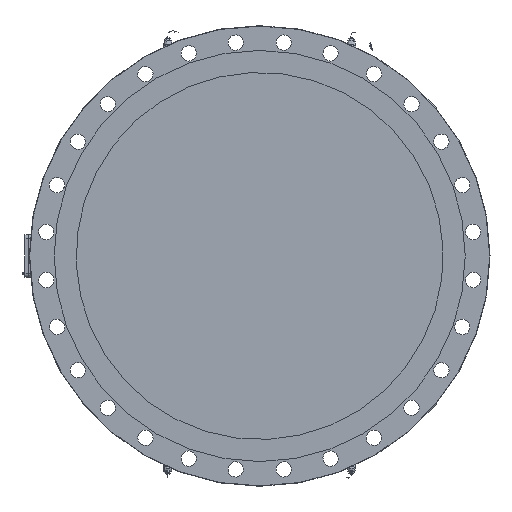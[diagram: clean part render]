
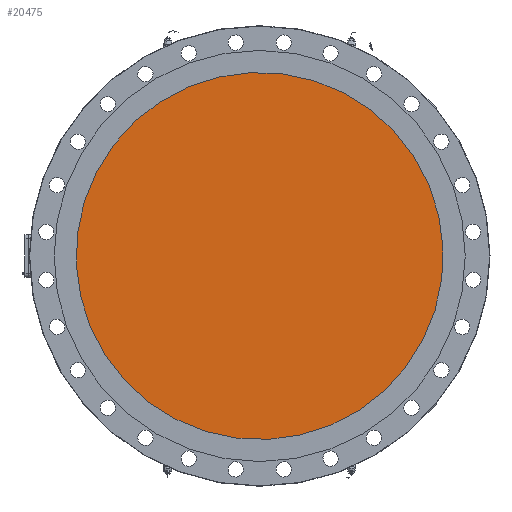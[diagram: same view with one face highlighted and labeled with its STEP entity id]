
A CAD part, left-side view. The second image highlights one B-rep face of the part: STEP entity #20475.
In plain terms, the highlighted planar face has unit normal (-1, 0, 0).
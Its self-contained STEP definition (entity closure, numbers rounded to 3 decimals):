
#1679=FACE_OUTER_BOUND('',#2959,.T.);
#2959=EDGE_LOOP('',(#17463));
#3609=CIRCLE('',#22095,500.);
#9517=VERTEX_POINT('',#39337);
#12183=EDGE_CURVE('',#9517,#9517,#3609,.T.);
#17463=ORIENTED_EDGE('',*,*,#12183,.T.);
#18375=PLANE('',#22101);
#20475=ADVANCED_FACE('',(#1679),#18375,.T.);
#22095=AXIS2_PLACEMENT_3D('',#39338,#27220,#27221);
#22101=AXIS2_PLACEMENT_3D('',#39346,#27232,#27233);
#27220=DIRECTION('center_axis',(-1.,0.,0.));
#27221=DIRECTION('ref_axis',(0.,0.223,0.975));
#27232=DIRECTION('center_axis',(-1.,0.,0.));
#27233=DIRECTION('ref_axis',(0.,0.,-1.));
#39337=CARTESIAN_POINT('',(-617.,111.26,487.464));
#39338=CARTESIAN_POINT('Origin',(-617.,0.,0.));
#39346=CARTESIAN_POINT('Origin',(-617.,0.,0.));
